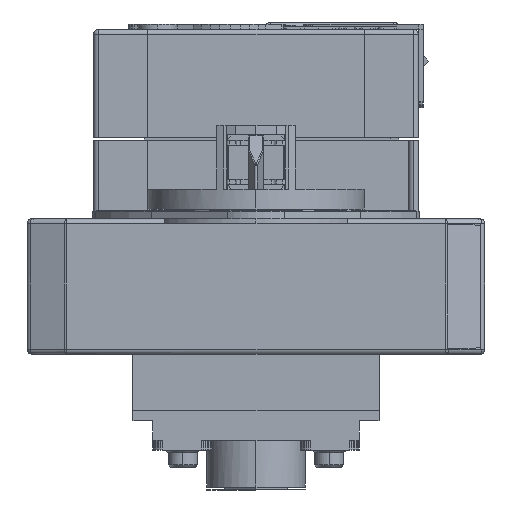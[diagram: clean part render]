
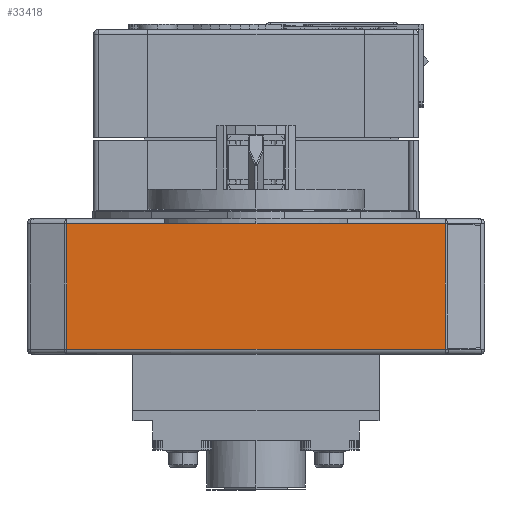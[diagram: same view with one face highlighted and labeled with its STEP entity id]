
A CAD part, left-side view. The second image highlights one B-rep face of the part: STEP entity #33418.
In plain terms, the highlighted planar face has unit normal (1, 0, 0).
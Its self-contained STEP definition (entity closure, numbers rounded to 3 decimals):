
#2138=CARTESIAN_POINT('Vertex',(-33.,38.5,54.)) ;
#2403=CARTESIAN_POINT('Line Origine',(-33.,0.,54.)) ;
#2407=CARTESIAN_POINT('Vertex',(-33.,18.5,54.)) ;
#2409=CARTESIAN_POINT('Vertex',(-33.,-18.5,54.)) ;
#2487=CARTESIAN_POINT('Vertex',(-33.,-38.5,54.)) ;
#2490=CARTESIAN_POINT('Line Origine',(-33.,-28.5,54.)) ;
#9942=CARTESIAN_POINT('Vertex',(-33.,-38.5,28.5)) ;
#10223=CARTESIAN_POINT('Line Origine',(-33.,-38.5,41.25)) ;
#28679=CARTESIAN_POINT('Vertex',(-33.,38.5,28.5)) ;
#28682=CARTESIAN_POINT('Line Origine',(-33.,0.,28.5)) ;
#33395=CARTESIAN_POINT('Axis2P3D Location',(-33.,0.,41.25)) ;
#33400=CARTESIAN_POINT('Line Origine',(-33.,38.5,41.25)) ;
#33405=CARTESIAN_POINT('Line Origine',(-33.,28.5,54.)) ;
#2405=VECTOR('Line Direction',#2404,1.) ;
#2492=VECTOR('Line Direction',#2491,1.) ;
#10225=VECTOR('Line Direction',#10224,1.) ;
#28684=VECTOR('Line Direction',#28683,1.) ;
#33402=VECTOR('Line Direction',#33401,1.) ;
#33407=VECTOR('Line Direction',#33406,1.) ;
#2404=DIRECTION('Vector Direction',(0.,-1.,0.)) ;
#2491=DIRECTION('Vector Direction',(0.,-1.,0.)) ;
#10224=DIRECTION('Vector Direction',(0.,0.,-1.)) ;
#28683=DIRECTION('Vector Direction',(0.,-1.,0.)) ;
#33396=DIRECTION('Axis2P3D Direction',(1.,-0.,0.)) ;
#33397=DIRECTION('Axis2P3D XDirection',(0.,0.,-1.)) ;
#33401=DIRECTION('Vector Direction',(0.,0.,1.)) ;
#33406=DIRECTION('Vector Direction',(0.,-1.,0.)) ;
#33398=AXIS2_PLACEMENT_3D('Plane Axis2P3D',#33395,#33396,#33397) ;
#2406=LINE('Line',#2403,#2405) ;
#2493=LINE('Line',#2490,#2492) ;
#10226=LINE('Line',#10223,#10225) ;
#28685=LINE('Line',#28682,#28684) ;
#33403=LINE('Line',#33400,#33402) ;
#33408=LINE('Line',#33405,#33407) ;
#33399=PLANE('',#33398) ;
#2411=EDGE_CURVE('',#2408,#2410,#2406,.T.) ;
#2494=EDGE_CURVE('',#2410,#2488,#2493,.T.) ;
#10227=EDGE_CURVE('',#2488,#9943,#10226,.T.) ;
#28686=EDGE_CURVE('',#9943,#28680,#28685,.F.) ;
#33404=EDGE_CURVE('',#28680,#2139,#33403,.T.) ;
#33409=EDGE_CURVE('',#2139,#2408,#33408,.T.) ;
#33411=ORIENTED_EDGE('',*,*,#33404,.T.) ;
#33412=ORIENTED_EDGE('',*,*,#33409,.T.) ;
#33413=ORIENTED_EDGE('',*,*,#2411,.T.) ;
#33414=ORIENTED_EDGE('',*,*,#2494,.T.) ;
#33415=ORIENTED_EDGE('',*,*,#10227,.T.) ;
#33416=ORIENTED_EDGE('',*,*,#28686,.T.) ;
#33410=EDGE_LOOP('',(#33411,#33412,#33413,#33414,#33415,#33416)) ;
#2139=VERTEX_POINT('',#2138) ;
#2408=VERTEX_POINT('',#2407) ;
#2410=VERTEX_POINT('',#2409) ;
#2488=VERTEX_POINT('',#2487) ;
#9943=VERTEX_POINT('',#9942) ;
#28680=VERTEX_POINT('',#28679) ;
#33418=ADVANCED_FACE('NONE',(#33417),#33399,.T.) ;
#33417=FACE_OUTER_BOUND('',#33410,.T.) ;
